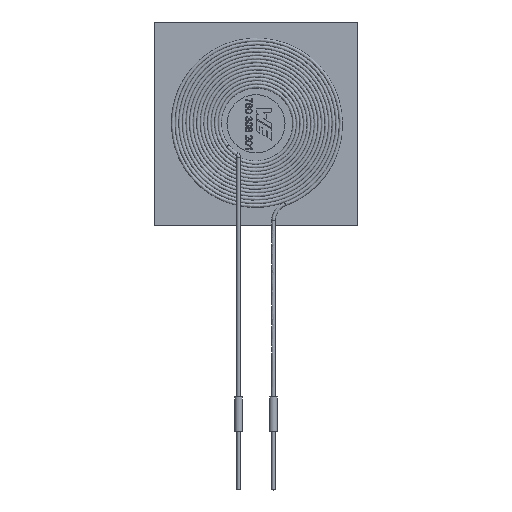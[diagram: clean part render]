
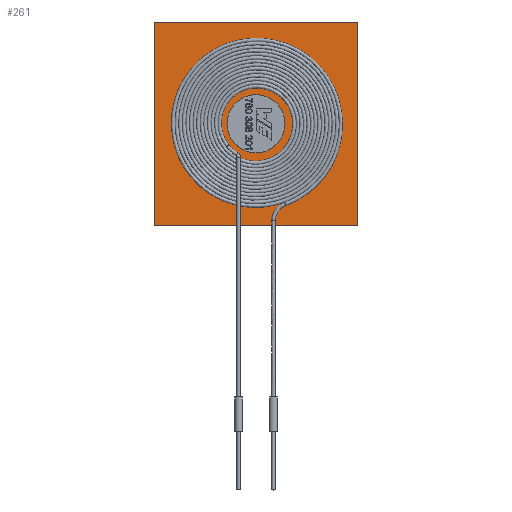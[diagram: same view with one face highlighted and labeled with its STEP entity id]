
A CAD part, top view. The second image highlights one B-rep face of the part: STEP entity #261.
In plain terms, the highlighted planar face has unit normal (0, 0, 1).
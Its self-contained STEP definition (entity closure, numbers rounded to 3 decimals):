
#261 = ADVANCED_FACE( '', ( #562 ), #563, .T. );
#562 = FACE_OUTER_BOUND( '', #2759, .T. );
#563 = PLANE( '', #2760 );
#2759 = EDGE_LOOP( '', ( #3722, #3723, #3724, #3725 ) );
#2760 = AXIS2_PLACEMENT_3D( '', #3726, #3727, #3728 );
#3722 = ORIENTED_EDGE( '', *, *, #4705, .T. );
#3723 = ORIENTED_EDGE( '', *, *, #4666, .T. );
#3724 = ORIENTED_EDGE( '', *, *, #4706, .T. );
#3725 = ORIENTED_EDGE( '', *, *, #4707, .T. );
#3726 = CARTESIAN_POINT( '', ( -17.5, -17.5, 0. ) );
#3727 = DIRECTION( '', ( 0., 0., 1. ) );
#3728 = DIRECTION( '', ( 1., 0., 0. ) );
#4666 = EDGE_CURVE( '', #5070, #5071, #5072, .T. );
#4705 = EDGE_CURVE( '', #5131, #5070, #5132, .T. );
#4706 = EDGE_CURVE( '', #5071, #5133, #5134, .T. );
#4707 = EDGE_CURVE( '', #5133, #5131, #5135, .T. );
#5070 = VERTEX_POINT( '', #5989 );
#5071 = VERTEX_POINT( '', #5990 );
#5072 = LINE( '', #5991, #5992 );
#5131 = VERTEX_POINT( '', #6249 );
#5132 = LINE( '', #6250, #6251 );
#5133 = VERTEX_POINT( '', #6252 );
#5134 = LINE( '', #6253, #6254 );
#5135 = LINE( '', #6255, #6256 );
#5989 = CARTESIAN_POINT( '', ( -17.5, -17.5, 0. ) );
#5990 = CARTESIAN_POINT( '', ( 17.5, -17.5, 0. ) );
#5991 = CARTESIAN_POINT( '', ( -17.5, -17.5, 0. ) );
#5992 = VECTOR( '', #7120, 1000. );
#6249 = CARTESIAN_POINT( '', ( -17.5, 17.5, 0. ) );
#6250 = CARTESIAN_POINT( '', ( -17.5, 17.5, 0. ) );
#6251 = VECTOR( '', #7137, 1000. );
#6252 = CARTESIAN_POINT( '', ( 17.5, 17.5, 0. ) );
#6253 = CARTESIAN_POINT( '', ( 17.5, -17.5, 0. ) );
#6254 = VECTOR( '', #7138, 1000. );
#6255 = CARTESIAN_POINT( '', ( 17.5, 17.5, 0. ) );
#6256 = VECTOR( '', #7139, 1000. );
#7120 = DIRECTION( '', ( 1., 0., 0. ) );
#7137 = DIRECTION( '', ( 0., -1., 0. ) );
#7138 = DIRECTION( '', ( 0., 1., 0. ) );
#7139 = DIRECTION( '', ( -1., 0., 0. ) );
